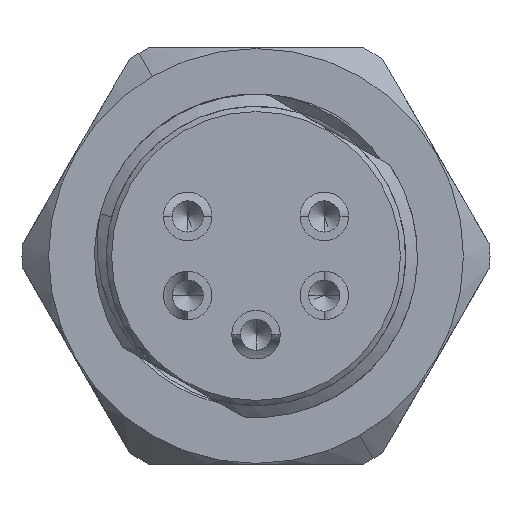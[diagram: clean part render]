
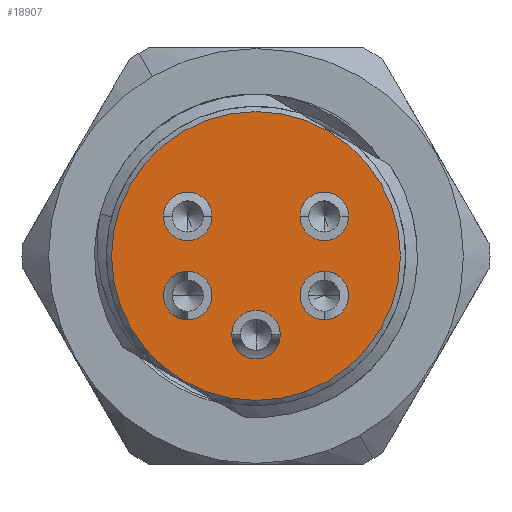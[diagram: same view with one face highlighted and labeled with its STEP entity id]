
A CAD part, front view. The second image highlights one B-rep face of the part: STEP entity #18907.
In plain terms, the highlighted planar face has unit normal (0, -1, 0).
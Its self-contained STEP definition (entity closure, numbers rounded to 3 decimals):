
#4250=CARTESIAN_POINT('',(0.,-15.7,0.));
#4251=DIRECTION('',(0.,1.,0.));
#4252=DIRECTION('',(-0.5,0.,-0.866));
#4253=AXIS2_PLACEMENT_3D('',#4250,#4251,#4252);
#4255=CARTESIAN_POINT('',(0.,-15.7,0.));
#4256=DIRECTION('',(0.,1.,0.));
#4257=DIRECTION('',(0.5,0.,0.866));
#4258=AXIS2_PLACEMENT_3D('',#4255,#4256,#4257);
#4260=CARTESIAN_POINT('',(0.,-15.7,-4.54));
#4261=DIRECTION('',(0.,-1.,0.));
#4262=DIRECTION('',(0.,0.,1.));
#4263=AXIS2_PLACEMENT_3D('',#4260,#4261,#4262);
#4273=CARTESIAN_POINT('',(0.,-15.7,-4.54));
#4274=DIRECTION('',(0.,-1.,0.));
#4275=DIRECTION('',(0.,0.,-1.));
#4276=AXIS2_PLACEMENT_3D('',#4273,#4274,#4275);
#4448=CARTESIAN_POINT('',(-3.94,-15.7,-2.28));
#4449=DIRECTION('',(0.,-1.,0.));
#4450=DIRECTION('',(1.,0.,0.));
#4451=AXIS2_PLACEMENT_3D('',#4448,#4449,#4450);
#4461=CARTESIAN_POINT('',(-3.94,-15.7,-2.28));
#4462=DIRECTION('',(0.,-1.,0.));
#4463=DIRECTION('',(-1.,0.,0.));
#4464=AXIS2_PLACEMENT_3D('',#4461,#4462,#4463);
#4636=CARTESIAN_POINT('',(3.94,-15.7,-2.28));
#4637=DIRECTION('',(0.,-1.,0.));
#4638=DIRECTION('',(-1.,0.,0.));
#4639=AXIS2_PLACEMENT_3D('',#4636,#4637,#4638);
#4649=CARTESIAN_POINT('',(3.94,-15.7,-2.28));
#4650=DIRECTION('',(0.,-1.,0.));
#4651=DIRECTION('',(1.,0.,0.));
#4652=AXIS2_PLACEMENT_3D('',#4649,#4650,#4651);
#4824=CARTESIAN_POINT('',(-3.94,-15.7,2.28));
#4825=DIRECTION('',(0.,-1.,0.));
#4826=DIRECTION('',(0.,0.,-1.));
#4827=AXIS2_PLACEMENT_3D('',#4824,#4825,#4826);
#4837=CARTESIAN_POINT('',(-3.94,-15.7,2.28));
#4838=DIRECTION('',(0.,-1.,0.));
#4839=DIRECTION('',(0.,0.,1.));
#4840=AXIS2_PLACEMENT_3D('',#4837,#4838,#4839);
#5012=CARTESIAN_POINT('',(3.94,-15.7,2.28));
#5013=DIRECTION('',(0.,-1.,0.));
#5014=DIRECTION('',(0.,0.,-1.));
#5015=AXIS2_PLACEMENT_3D('',#5012,#5013,#5014);
#5025=CARTESIAN_POINT('',(3.94,-15.7,2.28));
#5026=DIRECTION('',(0.,-1.,0.));
#5027=DIRECTION('',(0.,0.,1.));
#5028=AXIS2_PLACEMENT_3D('',#5025,#5026,#5027);
#11954=CARTESIAN_POINT('',(-4.165,-15.7,-7.214));
#11955=VERTEX_POINT('',#11954);
#11956=CARTESIAN_POINT('',(4.165,-15.7,7.214));
#11957=VERTEX_POINT('',#11956);
#13374=CARTESIAN_POINT('',(3.94,-15.7,0.88));
#13375=CARTESIAN_POINT('',(3.94,-15.7,3.68));
#13376=VERTEX_POINT('',#13374);
#13377=VERTEX_POINT('',#13375);
#13378=CARTESIAN_POINT('',(-3.94,-15.7,0.88));
#13379=CARTESIAN_POINT('',(-3.94,-15.7,3.68));
#13380=VERTEX_POINT('',#13378);
#13381=VERTEX_POINT('',#13379);
#13382=CARTESIAN_POINT('',(2.54,-15.7,-2.28));
#13383=CARTESIAN_POINT('',(5.34,-15.7,-2.28));
#13384=VERTEX_POINT('',#13382);
#13385=VERTEX_POINT('',#13383);
#13386=CARTESIAN_POINT('',(-2.54,-15.7,-2.28));
#13387=CARTESIAN_POINT('',(-5.34,-15.7,-2.28));
#13388=VERTEX_POINT('',#13386);
#13389=VERTEX_POINT('',#13387);
#13390=CARTESIAN_POINT('',(0.,-15.7,-3.14));
#13391=CARTESIAN_POINT('',(0.,-15.7,-5.94));
#13392=VERTEX_POINT('',#13390);
#13393=VERTEX_POINT('',#13391);
#18868=CARTESIAN_POINT('',(0.,-15.7,0.));
#18869=DIRECTION('',(0.,-1.,0.));
#18870=DIRECTION('',(0.5,0.,0.866));
#18871=AXIS2_PLACEMENT_3D('',#18868,#18869,#18870);
#18872=PLANE('',#18871);
#18873=ORIENTED_EDGE('',*,*,#17003,.T.);
#18874=ORIENTED_EDGE('',*,*,#16984,.T.);
#18875=EDGE_LOOP('',(#18873,#18874));
#18876=FACE_OUTER_BOUND('',#18875,.F.);
#18878=ORIENTED_EDGE('',*,*,#18877,.T.);
#18880=ORIENTED_EDGE('',*,*,#18879,.T.);
#18881=EDGE_LOOP('',(#18878,#18880));
#18882=FACE_BOUND('',#18881,.F.);
#18884=ORIENTED_EDGE('',*,*,#18883,.T.);
#18886=ORIENTED_EDGE('',*,*,#18885,.T.);
#18887=EDGE_LOOP('',(#18884,#18886));
#18888=FACE_BOUND('',#18887,.F.);
#18890=ORIENTED_EDGE('',*,*,#18889,.T.);
#18892=ORIENTED_EDGE('',*,*,#18891,.T.);
#18893=EDGE_LOOP('',(#18890,#18892));
#18894=FACE_BOUND('',#18893,.F.);
#18896=ORIENTED_EDGE('',*,*,#18895,.T.);
#18898=ORIENTED_EDGE('',*,*,#18897,.T.);
#18899=EDGE_LOOP('',(#18896,#18898));
#18900=FACE_BOUND('',#18899,.F.);
#18902=ORIENTED_EDGE('',*,*,#18901,.T.);
#18904=ORIENTED_EDGE('',*,*,#18903,.T.);
#18905=EDGE_LOOP('',(#18902,#18904));
#18906=FACE_BOUND('',#18905,.F.);
#18907=ADVANCED_FACE('',(#18876,#18882,#18888,#18894,#18900,#18906),#18872,.T.);
#4254=CIRCLE('',#4253,8.33);
#4259=CIRCLE('',#4258,8.33);
#4264=CIRCLE('',#4263,1.4);
#4277=CIRCLE('',#4276,1.4);
#4452=CIRCLE('',#4451,1.4);
#4465=CIRCLE('',#4464,1.4);
#4640=CIRCLE('',#4639,1.4);
#4653=CIRCLE('',#4652,1.4);
#4828=CIRCLE('',#4827,1.4);
#4841=CIRCLE('',#4840,1.4);
#5016=CIRCLE('',#5015,1.4);
#5029=CIRCLE('',#5028,1.4);
#16984=EDGE_CURVE('',#11957,#11955,#4259,.T.);
#17003=EDGE_CURVE('',#11955,#11957,#4254,.T.);
#18877=EDGE_CURVE('',#13388,#13389,#4452,.T.);
#18879=EDGE_CURVE('',#13389,#13388,#4465,.T.);
#18883=EDGE_CURVE('',#13384,#13385,#4640,.T.);
#18885=EDGE_CURVE('',#13385,#13384,#4653,.T.);
#18889=EDGE_CURVE('',#13380,#13381,#4828,.T.);
#18891=EDGE_CURVE('',#13381,#13380,#4841,.T.);
#18895=EDGE_CURVE('',#13376,#13377,#5016,.T.);
#18897=EDGE_CURVE('',#13377,#13376,#5029,.T.);
#18901=EDGE_CURVE('',#13392,#13393,#4264,.T.);
#18903=EDGE_CURVE('',#13393,#13392,#4277,.T.);
